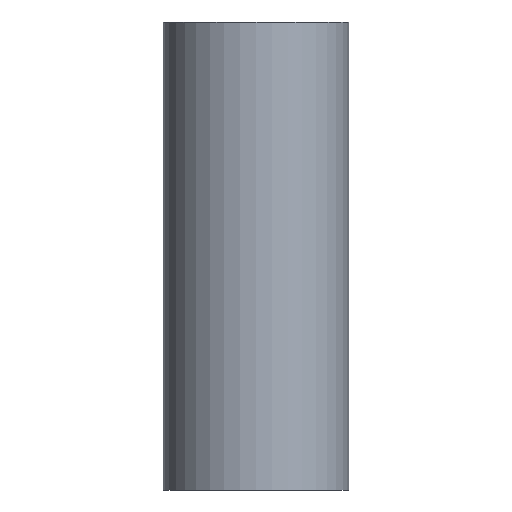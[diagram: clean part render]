
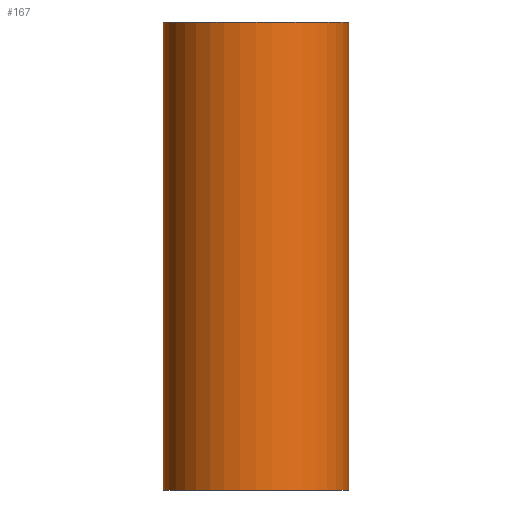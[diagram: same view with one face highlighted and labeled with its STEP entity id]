
A CAD part, front view. The second image highlights one B-rep face of the part: STEP entity #167.
In plain terms, the highlighted cylindrical face has radius 30.163 mm (diameter 60.325 mm), a partial arc.
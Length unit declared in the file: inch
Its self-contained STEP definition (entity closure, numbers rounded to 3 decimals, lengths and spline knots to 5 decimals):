
#15 = CIRCLE ( 'NONE', #193, 1.1875 ) ;
#19 = LINE ( 'NONE', #137, #80 ) ;
#32 = CARTESIAN_POINT ( 'NONE',  ( -1.1875, 0., -3. ) ) ;
#34 = VERTEX_POINT ( 'NONE', #201 ) ;
#39 = EDGE_CURVE ( 'NONE', #112, #34, #43, .T. ) ;
#43 = CIRCLE ( 'NONE', #156, 1.1875 ) ;
#44 = DIRECTION ( 'NONE',  ( 0., 0., -1. ) ) ;
#45 = DIRECTION ( 'NONE',  ( -1., 0., 0. ) ) ;
#48 = EDGE_CURVE ( 'NONE', #202, #71, #15, .T. ) ;
#56 = ORIENTED_EDGE ( 'NONE', *, *, #152, .T. ) ;
#59 = CARTESIAN_POINT ( 'NONE',  ( 0., 0., 3. ) ) ;
#65 = ORIENTED_EDGE ( 'NONE', *, *, #48, .T. ) ;
#71 = VERTEX_POINT ( 'NONE', #117 ) ;
#77 = CARTESIAN_POINT ( 'NONE',  ( -1.1875, 0., 3. ) ) ;
#80 = VECTOR ( 'NONE', #44, 39.37008 ) ;
#89 = VECTOR ( 'NONE', #138, 39.37008 ) ;
#111 = EDGE_CURVE ( 'NONE', #34, #71, #19, .T. ) ;
#112 = VERTEX_POINT ( 'NONE', #77 ) ;
#117 = CARTESIAN_POINT ( 'NONE',  ( 1.1875, 0., -3. ) ) ;
#128 = CYLINDRICAL_SURFACE ( 'NONE', #150, 1.1875 ) ;
#137 = CARTESIAN_POINT ( 'NONE',  ( 1.1875, 0., 3. ) ) ;
#138 = DIRECTION ( 'NONE',  ( 0., 0., -1. ) ) ;
#139 = DIRECTION ( 'NONE',  ( 0., 0., 1. ) ) ;
#150 = AXIS2_PLACEMENT_3D ( 'NONE', #59, #159, #45 ) ;
#152 = EDGE_CURVE ( 'NONE', #112, #202, #208, .T. ) ;
#156 = AXIS2_PLACEMENT_3D ( 'NONE', #225, #139, #223 ) ;
#159 = DIRECTION ( 'NONE',  ( 0., 0., -1. ) ) ;
#167 = ADVANCED_FACE ( 'NONE', ( #251 ), #128, .T. ) ;
#184 = DIRECTION ( 'NONE',  ( 0., 0., 1. ) ) ;
#193 = AXIS2_PLACEMENT_3D ( 'NONE', #224, #184, #244 ) ;
#194 = ORIENTED_EDGE ( 'NONE', *, *, #111, .F. ) ;
#195 = EDGE_LOOP ( 'NONE', ( #194, #243, #56, #65 ) ) ;
#201 = CARTESIAN_POINT ( 'NONE',  ( 1.1875, 0., 3. ) ) ;
#202 = VERTEX_POINT ( 'NONE', #32 ) ;
#208 = LINE ( 'NONE', #221, #89 ) ;
#221 = CARTESIAN_POINT ( 'NONE',  ( -1.1875, 0., 3. ) ) ;
#223 = DIRECTION ( 'NONE',  ( 1., 0., 0. ) ) ;
#224 = CARTESIAN_POINT ( 'NONE',  ( 0., 0., -3. ) ) ;
#225 = CARTESIAN_POINT ( 'NONE',  ( 0., 0., 3. ) ) ;
#243 = ORIENTED_EDGE ( 'NONE', *, *, #39, .F. ) ;
#244 = DIRECTION ( 'NONE',  ( 1., 0., 0. ) ) ;
#251 = FACE_OUTER_BOUND ( 'NONE', #195, .T. ) ;
